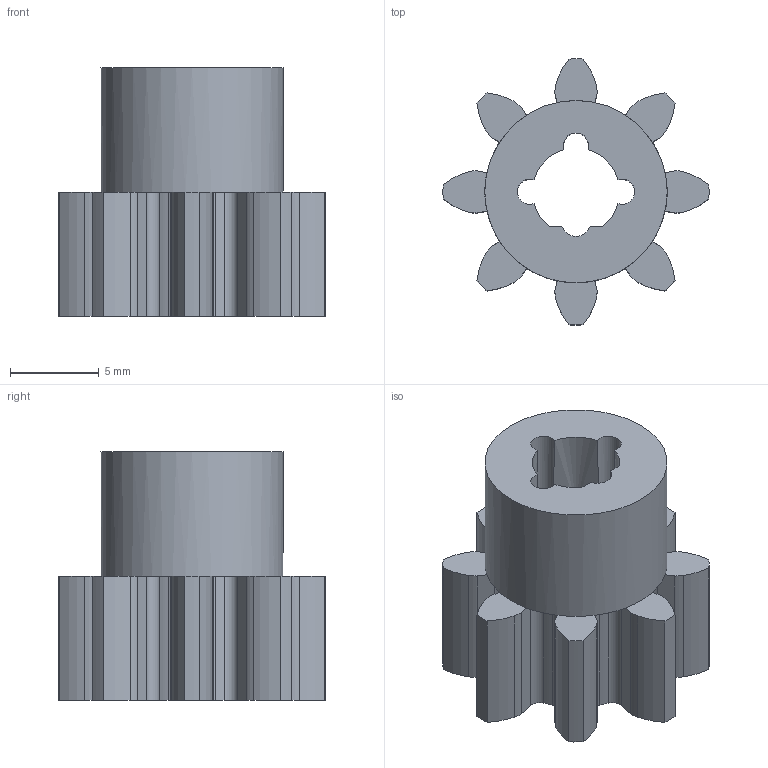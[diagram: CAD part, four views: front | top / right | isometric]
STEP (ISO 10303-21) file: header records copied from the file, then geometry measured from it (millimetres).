
FILE_DESCRIPTION(('FreeCAD Model'),'2;1');
FILE_NAME('Open CASCADE Shape Model','2024-11-19T20:12:51',(''),(''), 'Open CASCADE STEP processor 7.8','FreeCAD','Unknown');
FILE_SCHEMA(('AUTOMOTIVE_DESIGN { 1 0 10303 214 1 1 1 1 }'));
Length unit declared in the file: millimetre
Products named in the file (1): MotorGear
Bounding box: 15 x 15 x 14 mm (x, y, z)
Volume: 986.3 mm3; surface area: 1205.7 mm2
Topology: 1 solids, 1 shells, 109 faces, 305 edges, 198 vertices
Faces by surface type: cylinder 37, plane 34, extrusion 32, bspline 6
Full cylindrical faces by diameter (mm): 10.282 x1
Entity records: 3963 total; most frequent: CARTESIAN_POINT 1207, ORIENTED_EDGE 610, DIRECTION 505, EDGE_CURVE 305, VERTEX_POINT 198, AXIS2_PLACEMENT_3D 170, VECTOR 165, LINE 133
